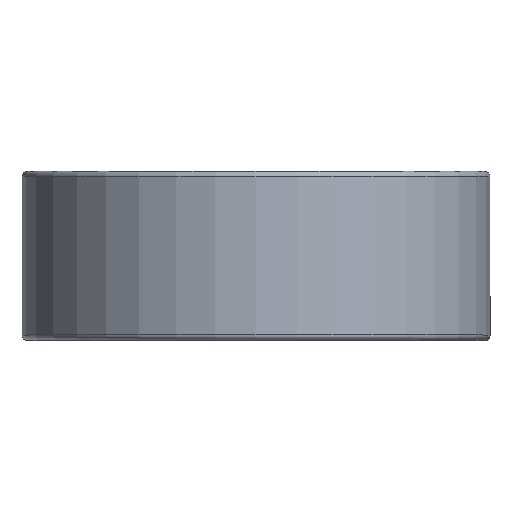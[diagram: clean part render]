
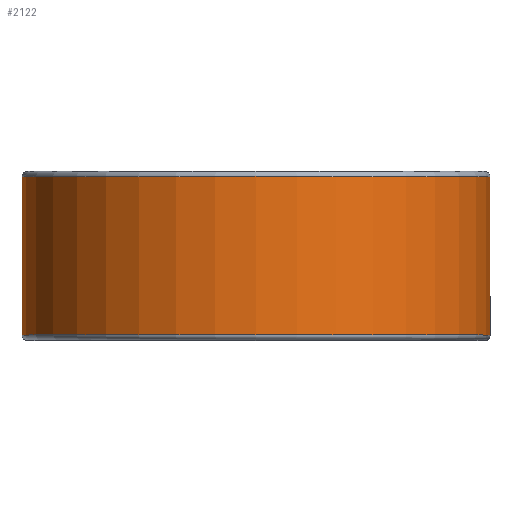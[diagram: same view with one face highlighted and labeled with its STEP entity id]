
A CAD part, top view. The second image highlights one B-rep face of the part: STEP entity #2122.
In plain terms, the highlighted cylindrical face has radius 32.969 mm (diameter 65.938 mm), a partial arc.
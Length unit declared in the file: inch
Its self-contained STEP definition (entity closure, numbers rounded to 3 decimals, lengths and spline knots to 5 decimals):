
#84 = DIRECTION ( 'NONE',  ( 0., 0., -1. ) ) ;
#356 = EDGE_CURVE ( 'NONE', #2211, #2028, #945, .T. ) ;
#357 = DIRECTION ( 'NONE',  ( 0., -1., 0. ) ) ;
#441 = LINE ( 'NONE', #1700, #1469 ) ;
#461 = CARTESIAN_POINT ( 'NONE',  ( 1.298, -0.43875, 0. ) ) ;
#660 = CIRCLE ( 'NONE', #1809, 1.298 ) ;
#732 = CARTESIAN_POINT ( 'NONE',  ( 0., -0.43875, -1.298 ) ) ;
#861 = ORIENTED_EDGE ( 'NONE', *, *, #356, .T. ) ;
#945 = LINE ( 'NONE', #1093, #1130 ) ;
#1014 = CIRCLE ( 'NONE', #2184, 1.298 ) ;
#1093 = CARTESIAN_POINT ( 'NONE',  ( 1.298, 0.43875, 0. ) ) ;
#1108 = DIRECTION ( 'NONE',  ( 0., -1., 0. ) ) ;
#1123 = EDGE_CURVE ( 'NONE', #2028, #1125, #660, .T. ) ;
#1125 = VERTEX_POINT ( 'NONE', #2061 ) ;
#1130 = VECTOR ( 'NONE', #2088, 39.37008 ) ;
#1148 = CARTESIAN_POINT ( 'NONE',  ( 1.298, 0.43875, 0. ) ) ;
#1176 = EDGE_CURVE ( 'NONE', #2211, #1194, #1014, .T. ) ;
#1194 = VERTEX_POINT ( 'NONE', #732 ) ;
#1314 = DIRECTION ( 'NONE',  ( 0., 1., 0. ) ) ;
#1402 = CARTESIAN_POINT ( 'NONE',  ( 0., 0.4375, 0. ) ) ;
#1469 = VECTOR ( 'NONE', #1314, 39.37008 ) ;
#1522 = CARTESIAN_POINT ( 'NONE',  ( 0., -0.43875, 0. ) ) ;
#1700 = CARTESIAN_POINT ( 'NONE',  ( 0., 0.43875, -1.298 ) ) ;
#1704 = DIRECTION ( 'NONE',  ( 0., 0., -1. ) ) ;
#1809 = AXIS2_PLACEMENT_3D ( 'NONE', #2260, #1108, #2453 ) ;
#1888 = FACE_OUTER_BOUND ( 'NONE', #1891, .T. ) ;
#1891 = EDGE_LOOP ( 'NONE', ( #861, #2238, #2395, #2418 ) ) ;
#2028 = VERTEX_POINT ( 'NONE', #1148 ) ;
#2035 = CYLINDRICAL_SURFACE ( 'NONE', #2398, 1.298 ) ;
#2061 = CARTESIAN_POINT ( 'NONE',  ( 0., 0.43875, -1.298 ) ) ;
#2088 = DIRECTION ( 'NONE',  ( 0., 1., 0. ) ) ;
#2122 = ADVANCED_FACE ( 'NONE', ( #1888 ), #2035, .T. ) ;
#2154 = DIRECTION ( 'NONE',  ( 0., -1., 0. ) ) ;
#2184 = AXIS2_PLACEMENT_3D ( 'NONE', #1522, #357, #1704 ) ;
#2211 = VERTEX_POINT ( 'NONE', #461 ) ;
#2238 = ORIENTED_EDGE ( 'NONE', *, *, #1123, .T. ) ;
#2260 = CARTESIAN_POINT ( 'NONE',  ( 0., 0.43875, 0. ) ) ;
#2287 = EDGE_CURVE ( 'NONE', #1194, #1125, #441, .T. ) ;
#2395 = ORIENTED_EDGE ( 'NONE', *, *, #2287, .F. ) ;
#2398 = AXIS2_PLACEMENT_3D ( 'NONE', #1402, #2154, #84 ) ;
#2418 = ORIENTED_EDGE ( 'NONE', *, *, #1176, .F. ) ;
#2453 = DIRECTION ( 'NONE',  ( 0., 0., -1. ) ) ;
